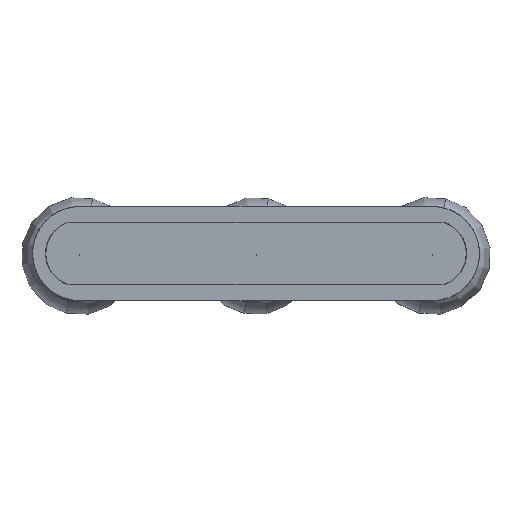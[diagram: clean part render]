
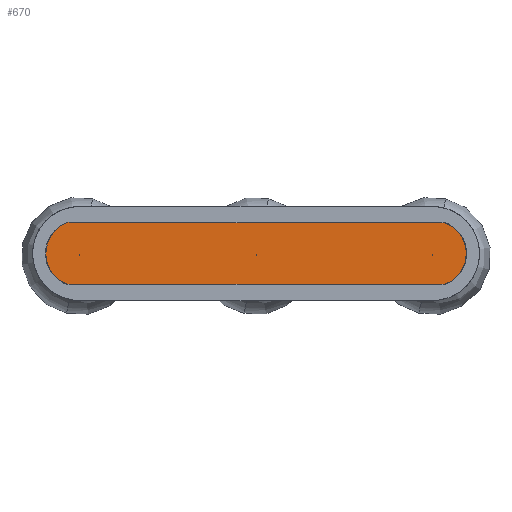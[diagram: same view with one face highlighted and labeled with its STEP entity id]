
A CAD part, top view. The second image highlights one B-rep face of the part: STEP entity #670.
In plain terms, the highlighted planar face has unit normal (0, 0, 1).
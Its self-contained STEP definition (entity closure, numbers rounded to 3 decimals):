
#670=ADVANCED_FACE('',(#2447),#29174,.T.);
#2447=FACE_OUTER_BOUND('',#4224,.T.);
#4224=EDGE_LOOP('',(#6074,#6075,#6076,#6077,#6078,#6079,#6080,#6081));
#6074=ORIENTED_EDGE('',*,*,#15911,.F.);
#6075=ORIENTED_EDGE('',*,*,#15896,.T.);
#6076=ORIENTED_EDGE('',*,*,#15906,.F.);
#6077=ORIENTED_EDGE('',*,*,#15897,.T.);
#6078=ORIENTED_EDGE('',*,*,#15916,.F.);
#6079=ORIENTED_EDGE('',*,*,#15898,.T.);
#6080=ORIENTED_EDGE('',*,*,#15901,.F.);
#6081=ORIENTED_EDGE('',*,*,#15899,.T.);
#15896=EDGE_CURVE('',#25728,#25729,#21534,.T.);
#15897=EDGE_CURVE('',#25730,#25731,#21535,.T.);
#15898=EDGE_CURVE('',#25732,#25733,#21536,.T.);
#15899=EDGE_CURVE('',#25734,#25727,#21537,.T.);
#15901=EDGE_CURVE('',#25734,#25733,#21539,.T.);
#15906=EDGE_CURVE('',#25730,#25729,#21544,.T.);
#15911=EDGE_CURVE('',#25728,#25727,#20808,.T.);
#15916=EDGE_CURVE('',#25732,#25731,#20810,.T.);
#20808=(
BOUNDED_CURVE()
B_SPLINE_CURVE(2,(#33618,#33619,#33620,#33621,#33622),.UNSPECIFIED.,.F.,
 .F.)
B_SPLINE_CURVE_WITH_KNOTS((3,2,3),(-207.247,-103.623,
0.),.UNSPECIFIED.)
CURVE()
GEOMETRIC_REPRESENTATION_ITEM()
RATIONAL_B_SPLINE_CURVE((1.,0.814,1.,0.814,1.))
REPRESENTATION_ITEM('')
);
#20810=(
BOUNDED_CURVE()
B_SPLINE_CURVE(2,(#33634,#33635,#33636,#33637,#33638),.UNSPECIFIED.,.F.,
 .F.)
B_SPLINE_CURVE_WITH_KNOTS((3,2,3),(-207.247,-103.623,
0.),.UNSPECIFIED.)
CURVE()
GEOMETRIC_REPRESENTATION_ITEM()
RATIONAL_B_SPLINE_CURVE((1.,0.814,1.,0.814,1.))
REPRESENTATION_ITEM('')
);
#21534=B_SPLINE_CURVE_WITH_KNOTS('',1,(#33585,#33586),.UNSPECIFIED.,.F.,
 .F.,(2,2),(0.,19.834),.UNSPECIFIED.);
#21535=B_SPLINE_CURVE_WITH_KNOTS('',1,(#33587,#33588),.UNSPECIFIED.,.F.,
 .F.,(2,2),(0.,19.834),.UNSPECIFIED.);
#21536=B_SPLINE_CURVE_WITH_KNOTS('',1,(#33589,#33590),.UNSPECIFIED.,.F.,
 .F.,(2,2),(0.,19.834),.UNSPECIFIED.);
#21537=B_SPLINE_CURVE_WITH_KNOTS('',1,(#33591,#33592),.UNSPECIFIED.,.F.,
 .F.,(2,2),(0.,19.834),.UNSPECIFIED.);
#21539=B_SPLINE_CURVE_WITH_KNOTS('',1,(#33595,#33596),.UNSPECIFIED.,.F.,
 .F.,(2,2),(1.,921.),.UNSPECIFIED.);
#21544=B_SPLINE_CURVE_WITH_KNOTS('',1,(#33605,#33606),.UNSPECIFIED.,.F.,
 .F.,(2,2),(921.,1841.),.UNSPECIFIED.);
#25727=VERTEX_POINT('',#33553);
#25728=VERTEX_POINT('',#33554);
#25729=VERTEX_POINT('',#33555);
#25730=VERTEX_POINT('',#33556);
#25731=VERTEX_POINT('',#33557);
#25732=VERTEX_POINT('',#33558);
#25733=VERTEX_POINT('',#33559);
#25734=VERTEX_POINT('',#33560);
#29174=PLANE('',#30511);
#30511=AXIS2_PLACEMENT_3D('',#33534,#32022,$);
#32022=DIRECTION('',(0.,0.,1.));
#33534=CARTESIAN_POINT('',(-143.606,75.327,2540.714));
#33553=CARTESIAN_POINT('',(-76.422,235.088,2540.714));
#33554=CARTESIAN_POINT('',(-76.422,77.088,2540.714));
#33555=CARTESIAN_POINT('',(-56.587,77.088,2540.714));
#33556=CARTESIAN_POINT('',(863.413,76.909,2540.714));
#33557=CARTESIAN_POINT('',(883.247,76.909,2540.714));
#33558=CARTESIAN_POINT('',(883.247,234.909,2540.714));
#33559=CARTESIAN_POINT('',(863.413,234.909,2540.714));
#33560=CARTESIAN_POINT('',(-56.587,235.088,2540.714));
#33585=CARTESIAN_POINT('',(-76.422,77.088,2540.714));
#33586=CARTESIAN_POINT('',(-56.587,77.088,2540.714));
#33587=CARTESIAN_POINT('',(863.413,76.909,2540.714));
#33588=CARTESIAN_POINT('',(883.247,76.909,2540.714));
#33589=CARTESIAN_POINT('',(883.247,234.909,2540.714));
#33590=CARTESIAN_POINT('',(863.413,234.909,2540.714));
#33591=CARTESIAN_POINT('',(-56.587,235.088,2540.714));
#33592=CARTESIAN_POINT('',(-76.422,235.088,2540.714));
#33595=CARTESIAN_POINT('',(-56.587,235.088,2540.714));
#33596=CARTESIAN_POINT('',(863.413,234.909,2540.714));
#33605=CARTESIAN_POINT('',(863.413,76.909,2540.714));
#33606=CARTESIAN_POINT('',(-56.587,77.088,2540.714));
#33618=CARTESIAN_POINT('',(-76.422,77.088,2540.714));
#33619=CARTESIAN_POINT('',(-132.88,96.413,2540.714));
#33620=CARTESIAN_POINT('',(-132.88,156.088,2540.714));
#33621=CARTESIAN_POINT('',(-132.88,215.762,2540.714));
#33622=CARTESIAN_POINT('',(-76.422,235.088,2540.714));
#33634=CARTESIAN_POINT('',(883.247,234.909,2540.714));
#33635=CARTESIAN_POINT('',(939.705,215.583,2540.714));
#33636=CARTESIAN_POINT('',(939.705,155.909,2540.714));
#33637=CARTESIAN_POINT('',(939.705,96.235,2540.714));
#33638=CARTESIAN_POINT('',(883.247,76.909,2540.714));
